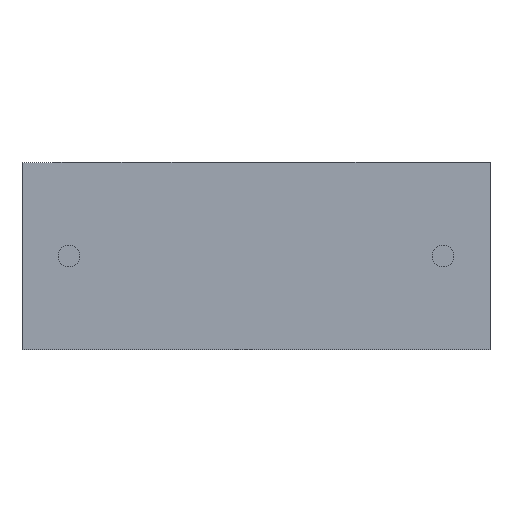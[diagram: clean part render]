
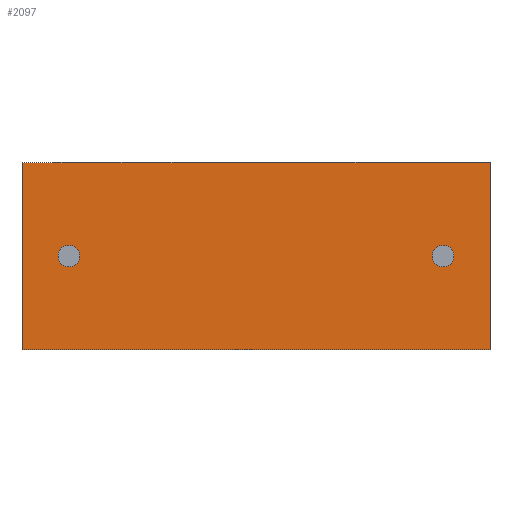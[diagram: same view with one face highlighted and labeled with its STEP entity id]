
A CAD part, front view. The second image highlights one B-rep face of the part: STEP entity #2097.
In plain terms, the highlighted planar face has unit normal (0, -1, 0).
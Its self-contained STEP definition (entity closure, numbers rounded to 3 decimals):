
#24 = CIRCLE ( 'NONE', #701, 0.22 ) ;
#39 = EDGE_CURVE ( 'NONE', #1179, #1576, #2195, .T. ) ;
#68 = CARTESIAN_POINT ( 'NONE',  ( 0., 0., 0. ) ) ;
#70 = DIRECTION ( 'NONE',  ( 0., -1., 0. ) ) ;
#83 = VECTOR ( 'NONE', #2702, 1000. ) ;
#101 = DIRECTION ( 'NONE',  ( -1., 0., 0. ) ) ;
#205 = ORIENTED_EDGE ( 'NONE', *, *, #39, .F. ) ;
#300 = DIRECTION ( 'NONE',  ( 0., 0., -1. ) ) ;
#316 = EDGE_CURVE ( 'NONE', #698, #1988, #1559, .T. ) ;
#323 = VECTOR ( 'NONE', #2330, 1000. ) ;
#366 = LINE ( 'NONE', #2952, #83 ) ;
#368 = AXIS2_PLACEMENT_3D ( 'NONE', #1336, #70, #2836 ) ;
#484 = LINE ( 'NONE', #548, #2835 ) ;
#486 = ORIENTED_EDGE ( 'NONE', *, *, #2035, .F. ) ;
#548 = CARTESIAN_POINT ( 'NONE',  ( 0., 0., 3.81 ) ) ;
#558 = PLANE ( 'NONE',  #1314 ) ;
#649 = EDGE_CURVE ( 'NONE', #2241, #2756, #1234, .T. ) ;
#653 = CARTESIAN_POINT ( 'NONE',  ( 1.175, 0., 1.905 ) ) ;
#657 = CARTESIAN_POINT ( 'NONE',  ( 8.575, 0., 1.905 ) ) ;
#697 = CARTESIAN_POINT ( 'NONE',  ( 9.53, 0., 0. ) ) ;
#698 = VERTEX_POINT ( 'NONE', #2795 ) ;
#701 = AXIS2_PLACEMENT_3D ( 'NONE', #657, #2178, #897 ) ;
#772 = AXIS2_PLACEMENT_3D ( 'NONE', #909, #3198, #875 ) ;
#841 = FACE_OUTER_BOUND ( 'NONE', #1755, .T. ) ;
#875 = DIRECTION ( 'NONE',  ( -1., 0., 0. ) ) ;
#897 = DIRECTION ( 'NONE',  ( -1., 0., 0. ) ) ;
#909 = CARTESIAN_POINT ( 'NONE',  ( 8.575, 0., 1.905 ) ) ;
#932 = CARTESIAN_POINT ( 'NONE',  ( 0., 0., 3.81 ) ) ;
#1070 = DIRECTION ( 'NONE',  ( 0., -1., 0. ) ) ;
#1082 = CARTESIAN_POINT ( 'NONE',  ( 9.53, 0., 3.81 ) ) ;
#1125 = CIRCLE ( 'NONE', #2894, 0.22 ) ;
#1179 = VERTEX_POINT ( 'NONE', #653 ) ;
#1208 = EDGE_CURVE ( 'NONE', #1514, #2756, #366, .T. ) ;
#1211 = ORIENTED_EDGE ( 'NONE', *, *, #1208, .T. ) ;
#1222 = EDGE_LOOP ( 'NONE', ( #486, #1535 ) ) ;
#1232 = CARTESIAN_POINT ( 'NONE',  ( 9.53, 0., 3.81 ) ) ;
#1234 = LINE ( 'NONE', #1816, #323 ) ;
#1314 = AXIS2_PLACEMENT_3D ( 'NONE', #1082, #1615, #101 ) ;
#1336 = CARTESIAN_POINT ( 'NONE',  ( 0.955, 0., 1.905 ) ) ;
#1383 = EDGE_CURVE ( 'NONE', #1761, #1514, #484, .T. ) ;
#1393 = CARTESIAN_POINT ( 'NONE',  ( 0.735, 0., 1.905 ) ) ;
#1514 = VERTEX_POINT ( 'NONE', #68 ) ;
#1531 = FACE_BOUND ( 'NONE', #2889, .T. ) ;
#1535 = ORIENTED_EDGE ( 'NONE', *, *, #316, .F. ) ;
#1559 = CIRCLE ( 'NONE', #772, 0.22 ) ;
#1576 = VERTEX_POINT ( 'NONE', #1393 ) ;
#1615 = DIRECTION ( 'NONE',  ( 0., 1., 0. ) ) ;
#1617 = CARTESIAN_POINT ( 'NONE',  ( 9.53, 0., 3.81 ) ) ;
#1755 = EDGE_LOOP ( 'NONE', ( #1211, #2461, #2166, #2233 ) ) ;
#1761 = VERTEX_POINT ( 'NONE', #932 ) ;
#1816 = CARTESIAN_POINT ( 'NONE',  ( 9.53, 0., 3.81 ) ) ;
#1988 = VERTEX_POINT ( 'NONE', #3089 ) ;
#2035 = EDGE_CURVE ( 'NONE', #1988, #698, #24, .T. ) ;
#2097 = ADVANCED_FACE ( 'NONE', ( #1531, #841, #2750 ), #558, .F. ) ;
#2166 = ORIENTED_EDGE ( 'NONE', *, *, #2506, .F. ) ;
#2176 = ORIENTED_EDGE ( 'NONE', *, *, #2435, .F. ) ;
#2178 = DIRECTION ( 'NONE',  ( 0., -1., 0. ) ) ;
#2195 = CIRCLE ( 'NONE', #368, 0.22 ) ;
#2233 = ORIENTED_EDGE ( 'NONE', *, *, #1383, .T. ) ;
#2241 = VERTEX_POINT ( 'NONE', #1232 ) ;
#2330 = DIRECTION ( 'NONE',  ( 0., 0., -1. ) ) ;
#2371 = DIRECTION ( 'NONE',  ( 1., 0., 0. ) ) ;
#2435 = EDGE_CURVE ( 'NONE', #1576, #1179, #1125, .T. ) ;
#2461 = ORIENTED_EDGE ( 'NONE', *, *, #649, .F. ) ;
#2506 = EDGE_CURVE ( 'NONE', #1761, #2241, #2911, .T. ) ;
#2578 = CARTESIAN_POINT ( 'NONE',  ( 0.955, 0., 1.905 ) ) ;
#2702 = DIRECTION ( 'NONE',  ( 1., 0., 0. ) ) ;
#2750 = FACE_BOUND ( 'NONE', #1222, .T. ) ;
#2756 = VERTEX_POINT ( 'NONE', #697 ) ;
#2795 = CARTESIAN_POINT ( 'NONE',  ( 8.795, 0., 1.905 ) ) ;
#2835 = VECTOR ( 'NONE', #300, 1000. ) ;
#2836 = DIRECTION ( 'NONE',  ( -1., 0., 0. ) ) ;
#2889 = EDGE_LOOP ( 'NONE', ( #2176, #205 ) ) ;
#2894 = AXIS2_PLACEMENT_3D ( 'NONE', #2578, #1070, #3147 ) ;
#2911 = LINE ( 'NONE', #1617, #3139 ) ;
#2952 = CARTESIAN_POINT ( 'NONE',  ( 9.53, 0., 0. ) ) ;
#3089 = CARTESIAN_POINT ( 'NONE',  ( 8.355, 0., 1.905 ) ) ;
#3139 = VECTOR ( 'NONE', #2371, 1000. ) ;
#3147 = DIRECTION ( 'NONE',  ( -1., 0., 0. ) ) ;
#3198 = DIRECTION ( 'NONE',  ( 0., -1., 0. ) ) ;
